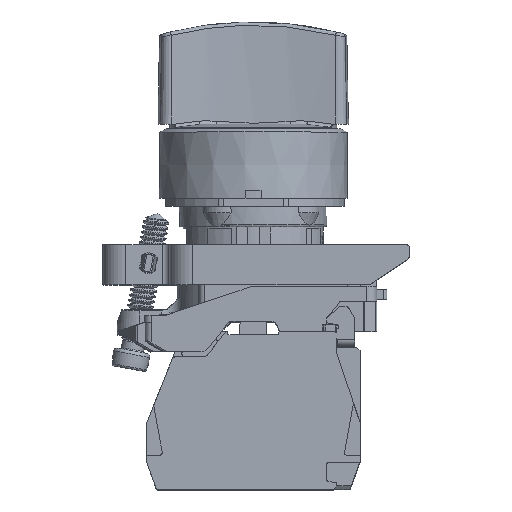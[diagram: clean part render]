
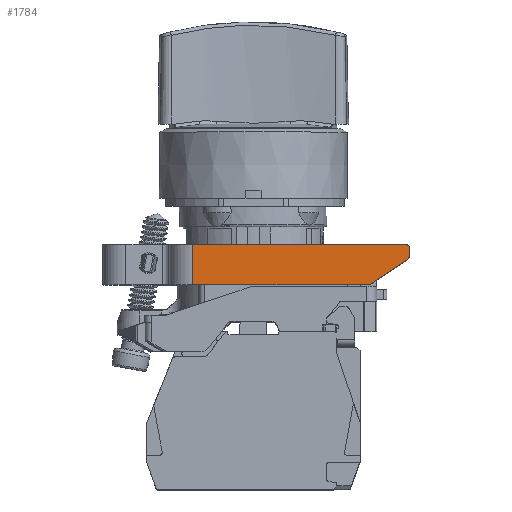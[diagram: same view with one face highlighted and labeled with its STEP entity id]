
A CAD part, top view. The second image highlights one B-rep face of the part: STEP entity #1784.
In plain terms, the highlighted planar face has unit normal (0, 0, 1).
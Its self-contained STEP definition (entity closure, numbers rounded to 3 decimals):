
#1784=ADVANCED_FACE('',(#19568),#19570,.T.);
#19568=FACE_BOUND('',#19569,.T.);
#19569=EDGE_LOOP('',(#49670,#49671,#49672,#49673,#49674,#49675,#49676,#49677));
#19570=PLANE('',#19571);
#19571=AXIS2_PLACEMENT_3D('',#19572,#19573,#19574);
#19572=CARTESIAN_POINT('',(-9.1,10.,14.8));
#19573=DIRECTION('',(0.,0.,1.));
#19574=DIRECTION('',(1.,0.,0.));
#49670=ORIENTED_EDGE('',*,*,#67455,.F.);
#49671=ORIENTED_EDGE('',*,*,#67448,.F.);
#49672=ORIENTED_EDGE('',*,*,#67460,.T.);
#49673=ORIENTED_EDGE('',*,*,#67461,.T.);
#49674=ORIENTED_EDGE('',*,*,#67462,.T.);
#49675=ORIENTED_EDGE('',*,*,#67463,.T.);
#49676=ORIENTED_EDGE('',*,*,#67464,.T.);
#49677=ORIENTED_EDGE('',*,*,#67459,.T.);
#67448=EDGE_CURVE('',#80750,#80753,#80754,.T.);
#67455=EDGE_CURVE('',#80753,#80763,#80764,.T.);
#67459=EDGE_CURVE('',#80767,#80763,#80770,.T.);
#67460=EDGE_CURVE('',#80750,#80771,#80772,.T.);
#67461=EDGE_CURVE('',#80771,#80773,#80774,.T.);
#67462=EDGE_CURVE('',#80773,#80775,#80776,.T.);
#67463=EDGE_CURVE('',#80775,#80777,#80778,.T.);
#67464=EDGE_CURVE('',#80777,#80767,#80779,.T.);
#80750=VERTEX_POINT('',#119349);
#80753=VERTEX_POINT('',#119357);
#80754=LINE('',#119358,#119359);
#80763=VERTEX_POINT('',#119382);
#80764=LINE('',#119383,#119384);
#80767=VERTEX_POINT('',#119390);
#80770=CIRCLE('',#119398,0.5);
#80771=VERTEX_POINT('',#119402);
#80772=LINE('',#119403,#119404);
#80773=VERTEX_POINT('',#119406);
#80774=CIRCLE('',#119407,1.);
#80775=VERTEX_POINT('',#119411);
#80776=LINE('',#119412,#119413);
#80777=VERTEX_POINT('',#119415);
#80778=CIRCLE('',#119416,1.);
#80779=LINE('',#119420,#119421);
#119349=CARTESIAN_POINT('',(-9.1,10.,14.8));
#119357=CARTESIAN_POINT('',(-9.1,16.,14.8));
#119358=CARTESIAN_POINT('',(-9.1,10.,14.8));
#119359=VECTOR('',#119360,1.);
#119360=DIRECTION('',(0.,1.,0.));
#119382=CARTESIAN_POINT('',(22.9,16.,14.8));
#119383=CARTESIAN_POINT('',(-9.1,16.,14.8));
#119384=VECTOR('',#119385,1.);
#119385=DIRECTION('',(1.,0.,0.));
#119390=CARTESIAN_POINT('',(23.4,15.5,14.8));
#119398=AXIS2_PLACEMENT_3D('',#119399,#119400,#119401);
#119399=CARTESIAN_POINT('',(22.9,15.5,14.8));
#119400=DIRECTION('',(0.,0.,1.));
#119401=DIRECTION('',(1.,0.,0.));
#119402=CARTESIAN_POINT('',(17.097,10.,14.8));
#119403=CARTESIAN_POINT('',(-9.1,10.,14.8));
#119404=VECTOR('',#119405,1.);
#119405=DIRECTION('',(1.,0.,0.));
#119406=CARTESIAN_POINT('',(17.652,10.168,14.8));
#119407=AXIS2_PLACEMENT_3D('',#119408,#119409,#119410);
#119408=CARTESIAN_POINT('',(17.097,11.,14.8));
#119409=DIRECTION('',(0.,0.,1.));
#119410=DIRECTION('',(0.,-1.,0.));
#119411=CARTESIAN_POINT('',(22.955,13.703,14.8));
#119412=CARTESIAN_POINT('',(17.652,10.168,14.8));
#119413=VECTOR('',#119414,1.);
#119414=DIRECTION('',(0.832,0.555,0.));
#119415=CARTESIAN_POINT('',(23.4,14.535,14.8));
#119416=AXIS2_PLACEMENT_3D('',#119417,#119418,#119419);
#119417=CARTESIAN_POINT('',(22.4,14.535,14.8));
#119418=DIRECTION('',(0.,0.,1.));
#119419=DIRECTION('',(0.555,-0.832,0.));
#119420=CARTESIAN_POINT('',(23.4,14.535,14.8));
#119421=VECTOR('',#119422,1.);
#119422=DIRECTION('',(0.,1.,0.));
